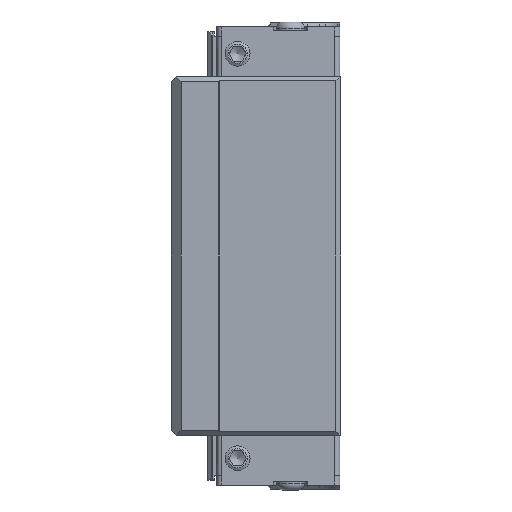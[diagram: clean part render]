
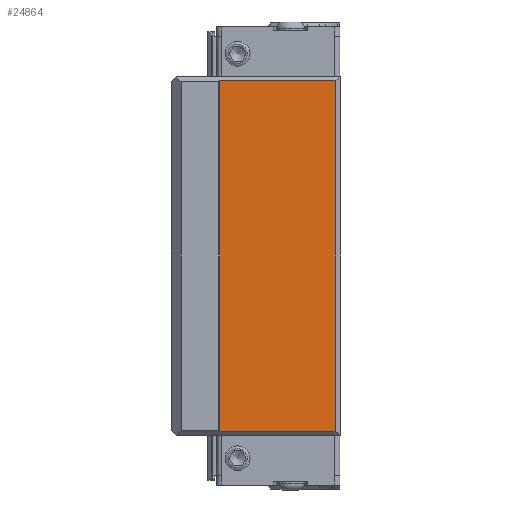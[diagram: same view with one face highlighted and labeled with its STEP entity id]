
A CAD part, left-side view. The second image highlights one B-rep face of the part: STEP entity #24864.
In plain terms, the highlighted planar face has unit normal (-1, 0, 0).
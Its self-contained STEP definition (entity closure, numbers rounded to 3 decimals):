
#2178=LINE('',#39051,#4773);
#2185=LINE('',#39069,#4780);
#2186=LINE('',#39070,#4781);
#2187=LINE('',#39071,#4782);
#4773=VECTOR('',#31828,70.6);
#4780=VECTOR('',#31845,70.6);
#4781=VECTOR('',#31846,23.4);
#4782=VECTOR('',#31847,23.4);
#6789=FACE_OUTER_BOUND('',#8206,.T.);
#8206=EDGE_LOOP('',(#19537,#19538,#19539,#19540));
#10995=VERTEX_POINT('',#39048);
#10996=VERTEX_POINT('',#39050);
#11001=VERTEX_POINT('',#39067);
#11002=VERTEX_POINT('',#39068);
#13988=EDGE_CURVE('',#10995,#10996,#2178,.T.);
#13997=EDGE_CURVE('',#11001,#11002,#2185,.T.);
#13998=EDGE_CURVE('',#10996,#11001,#2186,.T.);
#13999=EDGE_CURVE('',#11002,#10995,#2187,.T.);
#19537=ORIENTED_EDGE('',*,*,#13997,.F.);
#19538=ORIENTED_EDGE('',*,*,#13998,.F.);
#19539=ORIENTED_EDGE('',*,*,#13988,.F.);
#19540=ORIENTED_EDGE('',*,*,#13999,.F.);
#22333=PLANE('',#26642);
#24864=ADVANCED_FACE('',(#6789),#22333,.F.);
#26642=AXIS2_PLACEMENT_3D('',#39066,#31843,#31844);
#31828=DIRECTION('',(0.,0.,1.));
#31843=DIRECTION('center_axis',(1.,0.,0.));
#31844=DIRECTION('ref_axis',(0.,0.,-1.));
#31845=DIRECTION('',(0.,0.,-1.));
#31846=DIRECTION('',(0.,-1.,0.));
#31847=DIRECTION('',(0.,1.,0.));
#39048=CARTESIAN_POINT('',(-23.8,14.25,-35.3));
#39050=CARTESIAN_POINT('',(-23.8,14.25,35.3));
#39051=CARTESIAN_POINT('',(-23.8,14.25,36.1));
#39066=CARTESIAN_POINT('Origin',(-23.8,-10.15,36.1));
#39067=CARTESIAN_POINT('',(-23.8,-9.15,35.3));
#39068=CARTESIAN_POINT('',(-23.8,-9.15,-35.3));
#39069=CARTESIAN_POINT('',(-23.8,-9.15,0.));
#39070=CARTESIAN_POINT('',(-23.8,6.95,35.3));
#39071=CARTESIAN_POINT('',(-23.8,6.95,-35.3));
